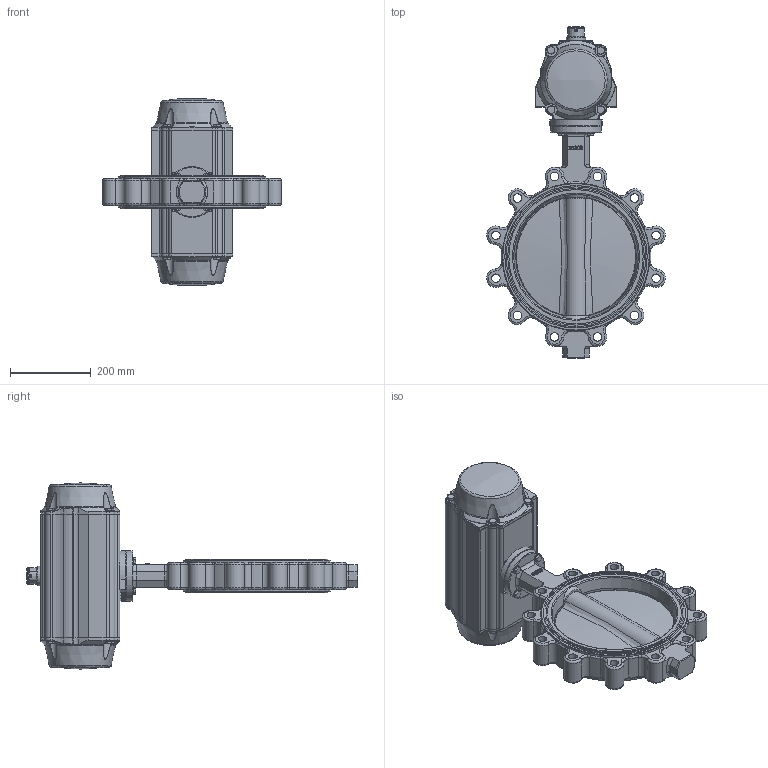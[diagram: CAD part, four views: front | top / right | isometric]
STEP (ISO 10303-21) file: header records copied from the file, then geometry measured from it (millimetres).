
FILE_DESCRIPTION(/* description */ ('Unknown'),/* implementation_level */ '2;1');
FILE_NAME(/* name */ 'DW08 5200_5210_5220-17',/* time_stamp */ '2023-05-02T13:37:58+02:00',/* author */ ('Unknown'),/* organization */ ('Unknown'),/* preprocessor_version */ 'ST-DEVELOPER v18.102',/* originating_system */ 'Solid Edge',/* authorisation */ 'Unknown');
FILE_SCHEMA (('AUTOMOTIVE_DESIGN {1 0 10303 214 3 1 1}'));
Products named in the file (19): FR500-200_210_220.300_PN16; LUG-DN300; DN300概极; seat; disc; shaft1; shaft2; bushing1; DIN126-M10; M10x30; Raster DN200-DN250; DW08_FR07_(DW682_FR500); ____; ________(___________; _____________; ______; hexagon head bolts--product grade c gb_GB_FASTENER_BOLT_HHBC M12X55-N; cup head nib bolts with large head gb_GB_FASTENER_BOLT_CHNBW M6X25-N; KP-160
Assembly tree (34 placements, depth 4):
  FR500-200_210_220.300_PN16
    LUG-DN300
      DN300概极
      seat
      disc
      shaft1
      shaft2
      bushing1  x2
    DIN126-M10  x4
    M10x30  x4
    Raster DN200-DN250
    DW08_FR07_(DW682_FR500)
      ____
        ________(___________  x2
        _____________  x2
        ______
      hexagon head bolts--product grade c gb_GB_FASTENER_BOLT_HHBC M12X55-N  x8
      cup head nib bolts with large head gb_GB_FASTENER_BOLT_CHNBW M6X25-N
      KP-160
Bounding box: 442.03 x 820.12 x 459.98 mm (x, y, z)
Volume: 19813476.3 mm3; surface area: 1447187.6 mm2
Topology: 31 solids, 31 shells, 1939 faces, 4636 edges, 2796 vertices
Faces by surface type: plane 581, cylinder 530, bspline 371, torus 263, cone 181, sphere 13
Full cylindrical faces by diameter (mm): 3 x16, 3.3 x8, 4.2 x12, 4.66 x1, 5 x1, 6 x1, 6.2 x1, 6.8 x1, 8.5 x4, 10 x4, 10.2 x12, 11 x12, 11.8 x2, 12 x12, 20 x4, 21 x12, 22 x1, 27.5 x1, 31.6 x5, 31.8 x1, 31.9 x2, 38.1 x4, 38.15 x2, 38.5 x1, 39 x1, 43.852 x1, 45 x2, 47.8 x1, 48 x1, 71 x1
Entity records: 60252 total; most frequent: CARTESIAN_POINT 24604, ORIENTED_EDGE 7244, DIRECTION 7088, EDGE_CURVE 3622, AXIS2_PLACEMENT_3D 2911, VERTEX_POINT 2319, FACE_BOUND 1965, EDGE_LOOP 1936
